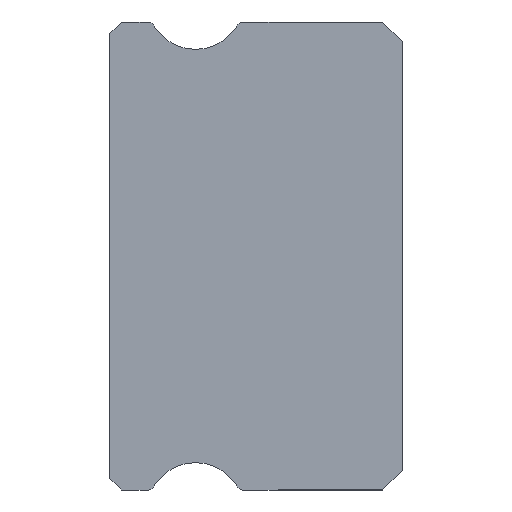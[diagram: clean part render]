
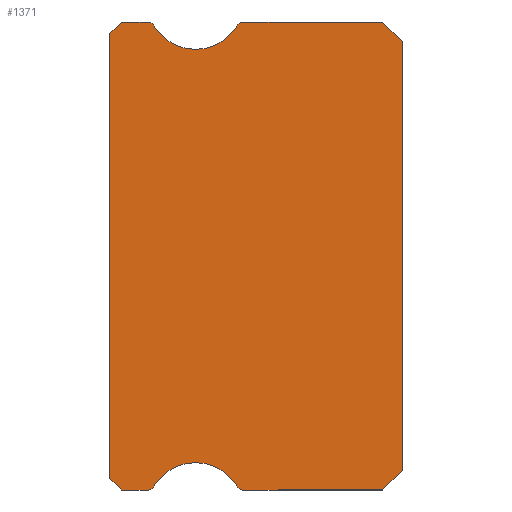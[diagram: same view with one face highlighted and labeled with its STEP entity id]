
A CAD part, left-side view. The second image highlights one B-rep face of the part: STEP entity #1371.
In plain terms, the highlighted planar face has unit normal (-1, 0, 0).
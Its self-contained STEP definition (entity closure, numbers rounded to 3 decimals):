
#21 = CARTESIAN_POINT ( 'NONE',  ( -10., 6.512, -6. ) ) ;
#45 = EDGE_CURVE ( 'NONE', #1448, #157, #580, .T. ) ;
#49 = LINE ( 'NONE', #486, #2330 ) ;
#75 = ORIENTED_EDGE ( 'NONE', *, *, #260, .F. ) ;
#78 = DIRECTION ( 'NONE',  ( 0., 0., 1. ) ) ;
#84 = VECTOR ( 'NONE', #670, 1000. ) ;
#95 = LINE ( 'NONE', #2513, #704 ) ;
#150 = EDGE_CURVE ( 'NONE', #2848, #994, #169, .T. ) ;
#153 = CARTESIAN_POINT ( 'NONE',  ( -10., 5.3, 5.3 ) ) ;
#157 = VERTEX_POINT ( 'NONE', #1578 ) ;
#165 = VECTOR ( 'NONE', #2041, 1000. ) ;
#169 = LINE ( 'NONE', #1563, #192 ) ;
#192 = VECTOR ( 'NONE', #2186, 1000. ) ;
#197 = AXIS2_PLACEMENT_3D ( 'NONE', #1051, #1963, #2881 ) ;
#204 = DIRECTION ( 'NONE',  ( 0., -1., 0. ) ) ;
#247 = EDGE_CURVE ( 'NONE', #2853, #2059, #1208, .T. ) ;
#260 = EDGE_CURVE ( 'NONE', #994, #1660, #1967, .T. ) ;
#268 = DIRECTION ( 'NONE',  ( -1., 0., 0. ) ) ;
#281 = CIRCLE ( 'NONE', #1636, 1.25 ) ;
#287 = AXIS2_PLACEMENT_3D ( 'NONE', #479, #2050, #1846 ) ;
#297 = ORIENTED_EDGE ( 'NONE', *, *, #1611, .F. ) ;
#308 = DIRECTION ( 'NONE',  ( 0., 0., -1. ) ) ;
#317 = VERTEX_POINT ( 'NONE', #767 ) ;
#325 = CARTESIAN_POINT ( 'NONE',  ( -10., 4.088, 6. ) ) ;
#409 = CARTESIAN_POINT ( 'NONE',  ( -10., 6.512, 6. ) ) ;
#474 = CARTESIAN_POINT ( 'NONE',  ( -10., 0.5, 6. ) ) ;
#479 = CARTESIAN_POINT ( 'NONE',  ( -10., 6.512, 5.85 ) ) ;
#486 = CARTESIAN_POINT ( 'NONE',  ( -10., 7.2, -6. ) ) ;
#500 = VERTEX_POINT ( 'NONE', #21 ) ;
#526 = DIRECTION ( 'NONE',  ( 0., 0., -1. ) ) ;
#549 = EDGE_CURVE ( 'NONE', #2501, #317, #1809, .T. ) ;
#570 = LINE ( 'NONE', #1041, #2333 ) ;
#579 = EDGE_CURVE ( 'NONE', #1660, #2044, #625, .T. ) ;
#580 = CIRCLE ( 'NONE', #1453, 1.25 ) ;
#583 = EDGE_CURVE ( 'NONE', #1164, #2848, #2103, .T. ) ;
#608 = ORIENTED_EDGE ( 'NONE', *, *, #579, .F. ) ;
#616 = CARTESIAN_POINT ( 'NONE',  ( -10., 7.5, -5.7 ) ) ;
#618 = VERTEX_POINT ( 'NONE', #325 ) ;
#625 = CIRCLE ( 'NONE', #2780, 1.25 ) ;
#633 = ORIENTED_EDGE ( 'NONE', *, *, #2651, .T. ) ;
#670 = DIRECTION ( 'NONE',  ( 0., -0.707, -0.707 ) ) ;
#674 = EDGE_CURVE ( 'NONE', #2059, #1448, #281, .T. ) ;
#682 = AXIS2_PLACEMENT_3D ( 'NONE', #1592, #1623, #2276 ) ;
#704 = VECTOR ( 'NONE', #204, 1000. ) ;
#728 = DIRECTION ( 'NONE',  ( 0., 1., 0. ) ) ;
#748 = ORIENTED_EDGE ( 'NONE', *, *, #549, .F. ) ;
#767 = CARTESIAN_POINT ( 'NONE',  ( -10., 0., 5.5 ) ) ;
#803 = CARTESIAN_POINT ( 'NONE',  ( -10., 0.5, -6. ) ) ;
#845 = CARTESIAN_POINT ( 'NONE',  ( -10., 0., -5.5 ) ) ;
#850 = VERTEX_POINT ( 'NONE', #2961 ) ;
#860 = VECTOR ( 'NONE', #1318, 1000. ) ;
#886 = EDGE_CURVE ( 'NONE', #2044, #500, #1363, .T. ) ;
#990 = FACE_OUTER_BOUND ( 'NONE', #2602, .T. ) ;
#994 = VERTEX_POINT ( 'NONE', #2592 ) ;
#1003 = LINE ( 'NONE', #1438, #2957 ) ;
#1015 = DIRECTION ( 'NONE',  ( 0., -0.707, -0.707 ) ) ;
#1041 = CARTESIAN_POINT ( 'NONE',  ( -10., 0., 5.5 ) ) ;
#1051 = CARTESIAN_POINT ( 'NONE',  ( -10., 4.088, 5.85 ) ) ;
#1063 = CARTESIAN_POINT ( 'NONE',  ( -10., 5.3, 6.55 ) ) ;
#1075 = CARTESIAN_POINT ( 'NONE',  ( -10., 7.2, 6. ) ) ;
#1164 = VERTEX_POINT ( 'NONE', #845 ) ;
#1190 = VERTEX_POINT ( 'NONE', #1075 ) ;
#1193 = DIRECTION ( 'NONE',  ( 0., 0., -1. ) ) ;
#1204 = LINE ( 'NONE', #2536, #1277 ) ;
#1207 = ORIENTED_EDGE ( 'NONE', *, *, #2320, .T. ) ;
#1208 = CIRCLE ( 'NONE', #287, 0.15 ) ;
#1267 = DIRECTION ( 'NONE',  ( -1., 0., 0. ) ) ;
#1277 = VECTOR ( 'NONE', #78, 1000. ) ;
#1297 = CARTESIAN_POINT ( 'NONE',  ( -10., 7.5, 5.7 ) ) ;
#1318 = DIRECTION ( 'NONE',  ( 0., 0.707, -0.707 ) ) ;
#1341 = DIRECTION ( 'NONE',  ( -1., 0., 0. ) ) ;
#1345 = ORIENTED_EDGE ( 'NONE', *, *, #2515, .F. ) ;
#1363 = CIRCLE ( 'NONE', #2314, 0.15 ) ;
#1364 = CARTESIAN_POINT ( 'NONE',  ( -10., 0., -5.5 ) ) ;
#1371 = ADVANCED_FACE ( 'NONE', ( #990 ), #2146, .F. ) ;
#1391 = CARTESIAN_POINT ( 'NONE',  ( -10., 0.5, 6. ) ) ;
#1419 = CARTESIAN_POINT ( 'NONE',  ( -10., 6.512, -5.85 ) ) ;
#1438 = CARTESIAN_POINT ( 'NONE',  ( -10., 7.2, 6. ) ) ;
#1448 = VERTEX_POINT ( 'NONE', #153 ) ;
#1453 = AXIS2_PLACEMENT_3D ( 'NONE', #1063, #1341, #1755 ) ;
#1454 = VERTEX_POINT ( 'NONE', #616 ) ;
#1486 = VERTEX_POINT ( 'NONE', #2637 ) ;
#1512 = ORIENTED_EDGE ( 'NONE', *, *, #45, .F. ) ;
#1547 = AXIS2_PLACEMENT_3D ( 'NONE', #1894, #2610, #308 ) ;
#1563 = CARTESIAN_POINT ( 'NONE',  ( -10., 6.512, -6. ) ) ;
#1571 = LINE ( 'NONE', #409, #165 ) ;
#1578 = CARTESIAN_POINT ( 'NONE',  ( -10., 4.217, 5.925 ) ) ;
#1592 = CARTESIAN_POINT ( 'NONE',  ( -10., 4.088, -5.85 ) ) ;
#1600 = CIRCLE ( 'NONE', #197, 0.15 ) ;
#1611 = EDGE_CURVE ( 'NONE', #157, #618, #1600, .T. ) ;
#1623 = DIRECTION ( 'NONE',  ( 1., 0., 0. ) ) ;
#1636 = AXIS2_PLACEMENT_3D ( 'NONE', #2807, #1267, #526 ) ;
#1647 = ORIENTED_EDGE ( 'NONE', *, *, #247, .F. ) ;
#1660 = VERTEX_POINT ( 'NONE', #2715 ) ;
#1677 = ORIENTED_EDGE ( 'NONE', *, *, #150, .F. ) ;
#1726 = ORIENTED_EDGE ( 'NONE', *, *, #2620, .F. ) ;
#1755 = DIRECTION ( 'NONE',  ( 0., 0., -1. ) ) ;
#1809 = LINE ( 'NONE', #474, #84 ) ;
#1846 = DIRECTION ( 'NONE',  ( 0., 0., -1. ) ) ;
#1894 = CARTESIAN_POINT ( 'NONE',  ( -10., 6.512, 5.85 ) ) ;
#1951 = DIRECTION ( 'NONE',  ( 0., 0., 1. ) ) ;
#1963 = DIRECTION ( 'NONE',  ( 1., 0., 0. ) ) ;
#1967 = CIRCLE ( 'NONE', #682, 0.15 ) ;
#1969 = LINE ( 'NONE', #1297, #860 ) ;
#2041 = DIRECTION ( 'NONE',  ( 0., -1., 0. ) ) ;
#2044 = VERTEX_POINT ( 'NONE', #2477 ) ;
#2050 = DIRECTION ( 'NONE',  ( 1., 0., 0. ) ) ;
#2059 = VERTEX_POINT ( 'NONE', #2428 ) ;
#2083 = DIRECTION ( 'NONE',  ( 0., 0., -1. ) ) ;
#2103 = LINE ( 'NONE', #1364, #2541 ) ;
#2146 = PLANE ( 'NONE',  #1547 ) ;
#2186 = DIRECTION ( 'NONE',  ( 0., 1., 0. ) ) ;
#2238 = ORIENTED_EDGE ( 'NONE', *, *, #2910, .T. ) ;
#2270 = DIRECTION ( 'NONE',  ( 0., 0.707, -0.707 ) ) ;
#2276 = DIRECTION ( 'NONE',  ( 0., 0., -1. ) ) ;
#2314 = AXIS2_PLACEMENT_3D ( 'NONE', #1419, #2729, #2083 ) ;
#2320 = EDGE_CURVE ( 'NONE', #1190, #850, #1969, .T. ) ;
#2329 = CARTESIAN_POINT ( 'NONE',  ( -10., 5.3, -6.55 ) ) ;
#2330 = VECTOR ( 'NONE', #1015, 1000. ) ;
#2332 = ORIENTED_EDGE ( 'NONE', *, *, #583, .F. ) ;
#2333 = VECTOR ( 'NONE', #1951, 1000. ) ;
#2428 = CARTESIAN_POINT ( 'NONE',  ( -10., 6.383, 5.925 ) ) ;
#2477 = CARTESIAN_POINT ( 'NONE',  ( -10., 6.383, -5.925 ) ) ;
#2501 = VERTEX_POINT ( 'NONE', #1391 ) ;
#2513 = CARTESIAN_POINT ( 'NONE',  ( -10., 6.512, -6. ) ) ;
#2515 = EDGE_CURVE ( 'NONE', #618, #2501, #1571, .T. ) ;
#2536 = CARTESIAN_POINT ( 'NONE',  ( -10., 7.5, 5.85 ) ) ;
#2541 = VECTOR ( 'NONE', #2270, 1000. ) ;
#2578 = ORIENTED_EDGE ( 'NONE', *, *, #2851, .T. ) ;
#2592 = CARTESIAN_POINT ( 'NONE',  ( -10., 4.088, -6. ) ) ;
#2602 = EDGE_LOOP ( 'NONE', ( #1207, #1726, #2964, #2238, #2774, #608, #75, #1677, #2332, #2578, #748, #1345, #297, #1512, #2760, #1647, #633 ) ) ;
#2610 = DIRECTION ( 'NONE',  ( 1., 0., 0. ) ) ;
#2620 = EDGE_CURVE ( 'NONE', #1454, #850, #1204, .T. ) ;
#2637 = CARTESIAN_POINT ( 'NONE',  ( -10., 7.2, -6. ) ) ;
#2651 = EDGE_CURVE ( 'NONE', #2853, #1190, #1003, .T. ) ;
#2710 = EDGE_CURVE ( 'NONE', #1454, #1486, #49, .T. ) ;
#2715 = CARTESIAN_POINT ( 'NONE',  ( -10., 4.217, -5.925 ) ) ;
#2729 = DIRECTION ( 'NONE',  ( 1., 0., 0. ) ) ;
#2760 = ORIENTED_EDGE ( 'NONE', *, *, #674, .F. ) ;
#2774 = ORIENTED_EDGE ( 'NONE', *, *, #886, .F. ) ;
#2780 = AXIS2_PLACEMENT_3D ( 'NONE', #2329, #268, #1193 ) ;
#2807 = CARTESIAN_POINT ( 'NONE',  ( -10., 5.3, 6.55 ) ) ;
#2848 = VERTEX_POINT ( 'NONE', #803 ) ;
#2851 = EDGE_CURVE ( 'NONE', #1164, #317, #570, .T. ) ;
#2853 = VERTEX_POINT ( 'NONE', #2899 ) ;
#2881 = DIRECTION ( 'NONE',  ( 0., 0., -1. ) ) ;
#2899 = CARTESIAN_POINT ( 'NONE',  ( -10., 6.512, 6. ) ) ;
#2910 = EDGE_CURVE ( 'NONE', #1486, #500, #95, .T. ) ;
#2957 = VECTOR ( 'NONE', #728, 1000. ) ;
#2961 = CARTESIAN_POINT ( 'NONE',  ( -10., 7.5, 5.7 ) ) ;
#2964 = ORIENTED_EDGE ( 'NONE', *, *, #2710, .T. ) ;
